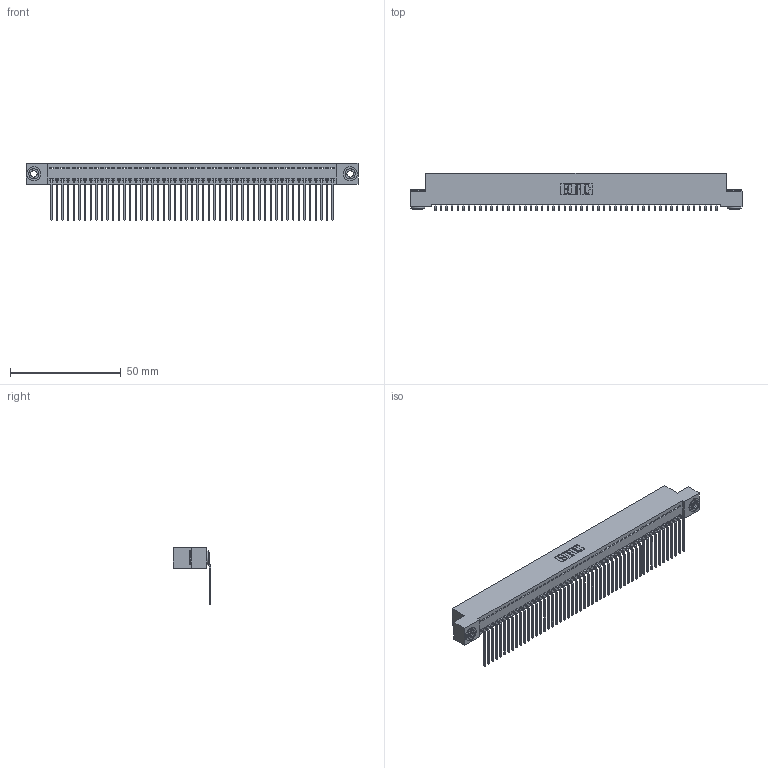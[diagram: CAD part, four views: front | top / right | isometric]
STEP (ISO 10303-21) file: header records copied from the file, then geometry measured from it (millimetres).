
FILE_DESCRIPTION (( 'STEP AP203' ), '1' );
FILE_NAME ('392-051-559-103.STEP', '2019-10-08T12:09:31', ( '' ), ( '' ), 'SwSTEP 2.0', 'SolidWorks 2016', '' );
FILE_SCHEMA (( 'CONFIG_CONTROL_DESIGN' ));
Length unit declared in the file: inch
Products named in the file (4): 345-292-001_558 559 Tail - 1; 342-250-002_345-250-002-102; 392-051-559-103; 342 Part_.156 TH
Assembly tree (54 placements, depth 2):
  392-051-559-103
    342 Part_.156 TH
    345-292-001_558 559 Tail - 1  x51
    342-250-002_345-250-002-102  x2
Bounding box: 149.86 x 16.83 x 25.78 mm (x, y, z)
Volume: 13365.6 mm3; surface area: 20986 mm2
Topology: 54 solids, 54 shells, 3208 faces, 9657 edges, 6366 vertices
Faces by surface type: plane 2320, cylinder 880, cone 8
Entity records: 30616 total; most frequent: CARTESIAN_POINT 5258, ORIENTED_EDGE 5238, DIRECTION 4451, EDGE_CURVE 2619, LINE 2467, VECTOR 2467, VERTEX_POINT 1742, AXIS2_PLACEMENT_3D 992
